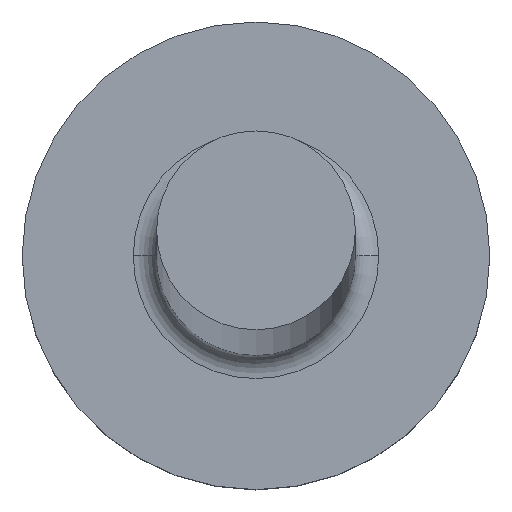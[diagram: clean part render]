
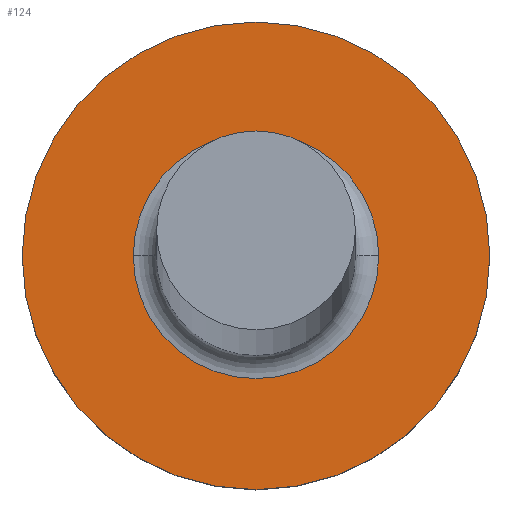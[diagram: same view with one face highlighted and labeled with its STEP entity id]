
A CAD part, top view. The second image highlights one B-rep face of the part: STEP entity #124.
In plain terms, the highlighted planar face has unit normal (0, 0, 1).
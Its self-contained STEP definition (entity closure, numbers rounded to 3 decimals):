
#3 = CARTESIAN_POINT ( 'NONE',  ( -2., 0., 1.5 ) ) ;
#10 = DIRECTION ( 'NONE',  ( 0., 0., -1. ) ) ;
#12 = EDGE_CURVE ( 'NONE', #65, #233, #35, .T. ) ;
#22 = AXIS2_PLACEMENT_3D ( 'NONE', #82, #224, #79 ) ;
#27 = DIRECTION ( 'NONE',  ( 1., 0., 0. ) ) ;
#35 = CIRCLE ( 'NONE', #152, 2. ) ;
#42 = CIRCLE ( 'NONE', #22, 1.05 ) ;
#43 = FACE_OUTER_BOUND ( 'NONE', #244, .T. ) ;
#59 = ORIENTED_EDGE ( 'NONE', *, *, #181, .T. ) ;
#65 = VERTEX_POINT ( 'NONE', #3 ) ;
#76 = AXIS2_PLACEMENT_3D ( 'NONE', #227, #10, #129 ) ;
#79 = DIRECTION ( 'NONE',  ( 1., 0., 0. ) ) ;
#81 = CARTESIAN_POINT ( 'NONE',  ( -1.05, 0., 1.5 ) ) ;
#82 = CARTESIAN_POINT ( 'NONE',  ( 0., 0., 1.5 ) ) ;
#87 = ORIENTED_EDGE ( 'NONE', *, *, #255, .T. ) ;
#109 = DIRECTION ( 'NONE',  ( 1., 0., 0. ) ) ;
#122 = DIRECTION ( 'NONE',  ( 0., 0., 1. ) ) ;
#124 = ADVANCED_FACE ( 'NONE', ( #261, #43 ), #219, .T. ) ;
#127 = DIRECTION ( 'NONE',  ( 0., 0., 1. ) ) ;
#129 = DIRECTION ( 'NONE',  ( 1., 0., 0. ) ) ;
#141 = EDGE_LOOP ( 'NONE', ( #87, #59 ) ) ;
#146 = CARTESIAN_POINT ( 'NONE',  ( 0., 0., 1.5 ) ) ;
#148 = ORIENTED_EDGE ( 'NONE', *, *, #149, .T. ) ;
#149 = EDGE_CURVE ( 'NONE', #233, #65, #229, .T. ) ;
#150 = CARTESIAN_POINT ( 'NONE',  ( 0., 0., 1.5 ) ) ;
#152 = AXIS2_PLACEMENT_3D ( 'NONE', #217, #122, #27 ) ;
#153 = CARTESIAN_POINT ( 'NONE',  ( 1.05, 0., 1.5 ) ) ;
#162 = VERTEX_POINT ( 'NONE', #153 ) ;
#177 = AXIS2_PLACEMENT_3D ( 'NONE', #150, #127, #109 ) ;
#181 = EDGE_CURVE ( 'NONE', #279, #162, #42, .T. ) ;
#217 = CARTESIAN_POINT ( 'NONE',  ( 0., 0., 1.5 ) ) ;
#219 = PLANE ( 'NONE',  #237 ) ;
#224 = DIRECTION ( 'NONE',  ( 0., 0., -1. ) ) ;
#227 = CARTESIAN_POINT ( 'NONE',  ( 0., 0., 1.5 ) ) ;
#228 = CARTESIAN_POINT ( 'NONE',  ( 2., 0., 1.5 ) ) ;
#229 = CIRCLE ( 'NONE', #177, 2. ) ;
#233 = VERTEX_POINT ( 'NONE', #228 ) ;
#237 = AXIS2_PLACEMENT_3D ( 'NONE', #146, #241, #243 ) ;
#241 = DIRECTION ( 'NONE',  ( 0., 0., 1. ) ) ;
#243 = DIRECTION ( 'NONE',  ( 1., 0., 0. ) ) ;
#244 = EDGE_LOOP ( 'NONE', ( #267, #148 ) ) ;
#255 = EDGE_CURVE ( 'NONE', #162, #279, #258, .T. ) ;
#258 = CIRCLE ( 'NONE', #76, 1.05 ) ;
#261 = FACE_BOUND ( 'NONE', #141, .T. ) ;
#267 = ORIENTED_EDGE ( 'NONE', *, *, #12, .T. ) ;
#279 = VERTEX_POINT ( 'NONE', #81 ) ;
